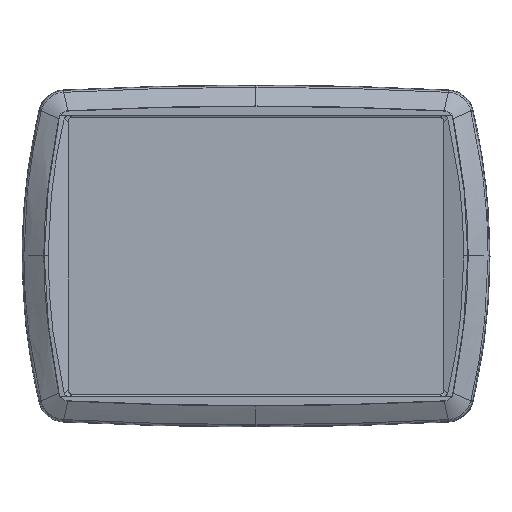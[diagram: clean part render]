
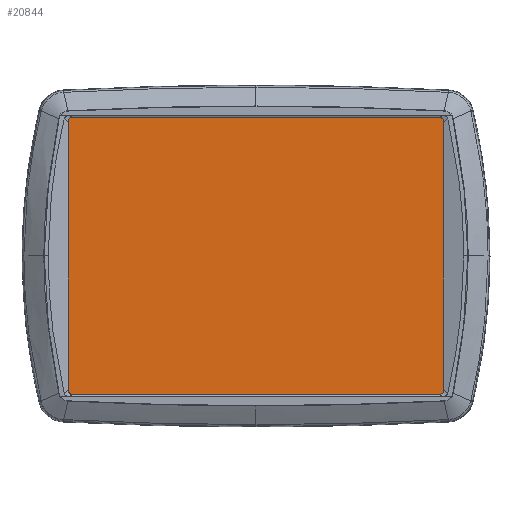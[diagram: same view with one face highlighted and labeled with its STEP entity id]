
A CAD part, top view. The second image highlights one B-rep face of the part: STEP entity #20844.
In plain terms, the highlighted planar face has unit normal (0, 0, 1).
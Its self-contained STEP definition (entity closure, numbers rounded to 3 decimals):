
#4012 = DIRECTION ( 'NONE',  ( 0., 1., 0. ) ) ;
#4053 = LINE ( 'NONE', #4068, #4069 ) ;
#4068 = CARTESIAN_POINT ( 'NONE',  ( 10273.786, -3142.071, 5. ) ) ;
#4069 = VECTOR ( 'NONE', #4012, 1000. ) ;
#4846 = CARTESIAN_POINT ( 'NONE',  ( 10273.786, -3078.658, 5. ) ) ;
#4896 = CARTESIAN_POINT ( 'NONE',  ( 10096.44, -3205.483, 5. ) ) ;
#4899 = CARTESIAN_POINT ( 'NONE',  ( 10273.786, -3205.483, 5. ) ) ;
#4925 = LINE ( 'NONE', #4970, #4928 ) ;
#4928 = VECTOR ( 'NONE', #5010, 1000. ) ;
#4939 = CARTESIAN_POINT ( 'NONE',  ( 10271.786, -3207.483, 5. ) ) ;
#4961 = B_SPLINE_CURVE_WITH_KNOTS ( 'NONE', 3,
 ( #4985, #4984, #4983, #4982, #4981, #4980, #4979, #4978, #4977, #4976, #4975, #4974, #4973, #4972 ),
 .UNSPECIFIED., .F., .F.,
 ( 4, 2, 2, 2, 2, 2, 4 ),
 ( 0., 0., 0.001, 0.001, 0.002, 0.002, 0.003 ),
 .UNSPECIFIED. ) ;
#4969 = CARTESIAN_POINT ( 'NONE',  ( 10098.44, -3076.658, 5. ) ) ;
#4970 = CARTESIAN_POINT ( 'NONE',  ( 10185.113, -3076.658, 5. ) ) ;
#4972 = CARTESIAN_POINT ( 'NONE',  ( 10271.786, -3076.658, 5. ) ) ;
#4973 = CARTESIAN_POINT ( 'NONE',  ( 10272.05, -3076.658, 5. ) ) ;
#4974 = CARTESIAN_POINT ( 'NONE',  ( 10272.312, -3076.711, 5. ) ) ;
#4975 = CARTESIAN_POINT ( 'NONE',  ( 10272.793, -3076.911, 5. ) ) ;
#4976 = CARTESIAN_POINT ( 'NONE',  ( 10273.016, -3077.06, 5. ) ) ;
#4977 = CARTESIAN_POINT ( 'NONE',  ( 10273.293, -3077.337, 5. ) ) ;
#4978 = CARTESIAN_POINT ( 'NONE',  ( 10273.377, -3077.44, 5. ) ) ;
#4979 = CARTESIAN_POINT ( 'NONE',  ( 10273.522, -3077.657, 5. ) ) ;
#4980 = CARTESIAN_POINT ( 'NONE',  ( 10273.583, -3077.772, 5. ) ) ;
#4981 = CARTESIAN_POINT ( 'NONE',  ( 10273.684, -3078.014, 5. ) ) ;
#4982 = CARTESIAN_POINT ( 'NONE',  ( 10273.722, -3078.141, 5. ) ) ;
#4983 = CARTESIAN_POINT ( 'NONE',  ( 10273.773, -3078.396, 5. ) ) ;
#4984 = CARTESIAN_POINT ( 'NONE',  ( 10273.786, -3078.526, 5. ) ) ;
#4985 = CARTESIAN_POINT ( 'NONE',  ( 10273.786, -3078.658, 5. ) ) ;
#4987 = CARTESIAN_POINT ( 'NONE',  ( 10096.44, -3078.658, 5. ) ) ;
#4991 = CARTESIAN_POINT ( 'NONE',  ( 10096.44, -3078.658, 5. ) ) ;
#4992 = CARTESIAN_POINT ( 'NONE',  ( 10096.44, -3078.394, 5. ) ) ;
#4993 = CARTESIAN_POINT ( 'NONE',  ( 10096.493, -3078.132, 5. ) ) ;
#4994 = CARTESIAN_POINT ( 'NONE',  ( 10096.693, -3077.651, 5. ) ) ;
#4995 = CARTESIAN_POINT ( 'NONE',  ( 10096.842, -3077.428, 5. ) ) ;
#4996 = CARTESIAN_POINT ( 'NONE',  ( 10097.118, -3077.151, 5. ) ) ;
#4998 = CARTESIAN_POINT ( 'NONE',  ( 10097.221, -3077.067, 5. ) ) ;
#4999 = CARTESIAN_POINT ( 'NONE',  ( 10097.439, -3076.922, 5. ) ) ;
#5000 = CARTESIAN_POINT ( 'NONE',  ( 10097.554, -3076.86, 5. ) ) ;
#5001 = CARTESIAN_POINT ( 'NONE',  ( 10097.796, -3076.76, 5. ) ) ;
#5002 = CARTESIAN_POINT ( 'NONE',  ( 10097.923, -3076.722, 5. ) ) ;
#5003 = CARTESIAN_POINT ( 'NONE',  ( 10098.178, -3076.671, 5. ) ) ;
#5004 = CARTESIAN_POINT ( 'NONE',  ( 10098.308, -3076.658, 5. ) ) ;
#5008 = CARTESIAN_POINT ( 'NONE',  ( 10098.44, -3076.658, 5. ) ) ;
#5009 = B_SPLINE_CURVE_WITH_KNOTS ( 'NONE', 3,
 ( #5008, #5004, #5003, #5002, #5001, #5000, #4999, #4998, #4996, #4995, #4994, #4993, #4992, #4991 ),
 .UNSPECIFIED., .F., .F.,
 ( 4, 2, 2, 2, 2, 2, 4 ),
 ( 0., 0., 0.001, 0.001, 0.002, 0.002, 0.003 ),
 .UNSPECIFIED. ) ;
#5010 = DIRECTION ( 'NONE',  ( -1., 0., 0. ) ) ;
#5037 = CARTESIAN_POINT ( 'NONE',  ( 10271.786, -3076.658, 5. ) ) ;
#5058 = LINE ( 'NONE', #5100, #5099 ) ;
#5061 = CARTESIAN_POINT ( 'NONE',  ( 10098.44, -3207.483, 5. ) ) ;
#5062 = CARTESIAN_POINT ( 'NONE',  ( 10098.44, -3207.483, 5. ) ) ;
#5063 = CARTESIAN_POINT ( 'NONE',  ( 10098.176, -3207.483, 5. ) ) ;
#5064 = CARTESIAN_POINT ( 'NONE',  ( 10097.913, -3207.43, 5. ) ) ;
#5065 = CARTESIAN_POINT ( 'NONE',  ( 10097.433, -3207.23, 5. ) ) ;
#5066 = CARTESIAN_POINT ( 'NONE',  ( 10097.21, -3207.081, 5. ) ) ;
#5067 = CARTESIAN_POINT ( 'NONE',  ( 10096.933, -3206.805, 5. ) ) ;
#5068 = CARTESIAN_POINT ( 'NONE',  ( 10096.849, -3206.702, 5. ) ) ;
#5069 = CARTESIAN_POINT ( 'NONE',  ( 10096.704, -3206.484, 5. ) ) ;
#5070 = CARTESIAN_POINT ( 'NONE',  ( 10096.642, -3206.37, 5. ) ) ;
#5071 = CARTESIAN_POINT ( 'NONE',  ( 10096.542, -3206.127, 5. ) ) ;
#5072 = CARTESIAN_POINT ( 'NONE',  ( 10096.504, -3206., 5. ) ) ;
#5073 = CARTESIAN_POINT ( 'NONE',  ( 10096.453, -3205.745, 5. ) ) ;
#5074 = CARTESIAN_POINT ( 'NONE',  ( 10096.44, -3205.615, 5. ) ) ;
#5075 = B_SPLINE_CURVE_WITH_KNOTS ( 'NONE', 3,
 ( #5118, #5117, #5116, #5115, #5114, #5113, #5112, #5111, #5110, #5109, #5108, #5107, #5106, #5105 ),
 .UNSPECIFIED., .F., .F.,
 ( 4, 2, 2, 2, 2, 2, 4 ),
 ( 0., 0., 0.001, 0.001, 0.002, 0.002, 0.003 ),
 .UNSPECIFIED. ) ;
#5077 = CARTESIAN_POINT ( 'NONE',  ( 10096.44, -3205.483, 5. ) ) ;
#5078 = B_SPLINE_CURVE_WITH_KNOTS ( 'NONE', 3,
 ( #5077, #5074, #5073, #5072, #5071, #5070, #5069, #5068, #5067, #5066, #5065, #5064, #5063, #5062 ),
 .UNSPECIFIED., .F., .F.,
 ( 4, 2, 2, 2, 2, 2, 4 ),
 ( 0., 0., 0.001, 0.001, 0.002, 0.002, 0.003 ),
 .UNSPECIFIED. ) ;
#5082 = DIRECTION ( 'NONE',  ( 0., -1., 0. ) ) ;
#5083 = VECTOR ( 'NONE', #5082, 1000. ) ;
#5084 = CARTESIAN_POINT ( 'NONE',  ( 10096.44, -3142.071, 5. ) ) ;
#5085 = LINE ( 'NONE', #5084, #5083 ) ;
#5098 = DIRECTION ( 'NONE',  ( 1., 0., 0. ) ) ;
#5099 = VECTOR ( 'NONE', #5098, 1000. ) ;
#5100 = CARTESIAN_POINT ( 'NONE',  ( 10185.113, -3207.483, 5. ) ) ;
#5105 = CARTESIAN_POINT ( 'NONE',  ( 10273.786, -3205.483, 5. ) ) ;
#5106 = CARTESIAN_POINT ( 'NONE',  ( 10273.786, -3205.747, 5. ) ) ;
#5107 = CARTESIAN_POINT ( 'NONE',  ( 10273.733, -3206.01, 5. ) ) ;
#5108 = CARTESIAN_POINT ( 'NONE',  ( 10273.533, -3206.491, 5. ) ) ;
#5109 = CARTESIAN_POINT ( 'NONE',  ( 10273.384, -3206.713, 5. ) ) ;
#5110 = CARTESIAN_POINT ( 'NONE',  ( 10273.107, -3206.99, 5. ) ) ;
#5111 = CARTESIAN_POINT ( 'NONE',  ( 10273.004, -3207.074, 5. ) ) ;
#5112 = CARTESIAN_POINT ( 'NONE',  ( 10272.787, -3207.219, 5. ) ) ;
#5113 = CARTESIAN_POINT ( 'NONE',  ( 10272.672, -3207.281, 5. ) ) ;
#5114 = CARTESIAN_POINT ( 'NONE',  ( 10272.43, -3207.381, 5. ) ) ;
#5115 = CARTESIAN_POINT ( 'NONE',  ( 10272.303, -3207.419, 5. ) ) ;
#5116 = CARTESIAN_POINT ( 'NONE',  ( 10272.048, -3207.47, 5. ) ) ;
#5117 = CARTESIAN_POINT ( 'NONE',  ( 10271.918, -3207.483, 5. ) ) ;
#5118 = CARTESIAN_POINT ( 'NONE',  ( 10271.786, -3207.483, 5. ) ) ;
#5163 = DIRECTION ( 'NONE',  ( 1., 0., 0. ) ) ;
#5164 = DIRECTION ( 'NONE',  ( 0., 0., 1. ) ) ;
#5168 = AXIS2_PLACEMENT_3D ( 'NONE', #5182, #5164, #5163 ) ;
#5171 = PLANE ( 'NONE',  #5168 ) ;
#5173 = FACE_OUTER_BOUND ( 'NONE', #20794, .T. ) ;
#5182 = CARTESIAN_POINT ( 'NONE',  ( 10185.113, -3142.071, 5. ) ) ;
#20691 = EDGE_CURVE ( 'NONE', #20725, #20723, #4053, .T. ) ;
#20723 = VERTEX_POINT ( 'NONE', #4846 ) ;
#20725 = VERTEX_POINT ( 'NONE', #4899 ) ;
#20751 = VERTEX_POINT ( 'NONE', #4939 ) ;
#20757 = VERTEX_POINT ( 'NONE', #4896 ) ;
#20762 = EDGE_CURVE ( 'NONE', #20723, #20781, #4961, .T. ) ;
#20763 = VERTEX_POINT ( 'NONE', #4987 ) ;
#20768 = EDGE_CURVE ( 'NONE', #20781, #20769, #4925, .T. ) ;
#20769 = VERTEX_POINT ( 'NONE', #4969 ) ;
#20773 = EDGE_CURVE ( 'NONE', #20769, #20763, #5009, .T. ) ;
#20781 = VERTEX_POINT ( 'NONE', #5037 ) ;
#20793 = ORIENTED_EDGE ( 'NONE', *, *, #20803, .T. ) ;
#20794 = EDGE_LOOP ( 'NONE', ( #20808, #20793, #20845, #20795, #20849, #20846, #20852, #20847 ) ) ;
#20795 = ORIENTED_EDGE ( 'NONE', *, *, #20762, .T. ) ;
#20799 = EDGE_CURVE ( 'NONE', #20757, #20814, #5078, .T. ) ;
#20803 = EDGE_CURVE ( 'NONE', #20751, #20725, #5075, .T. ) ;
#20806 = EDGE_CURVE ( 'NONE', #20814, #20751, #5058, .T. ) ;
#20808 = ORIENTED_EDGE ( 'NONE', *, *, #20806, .T. ) ;
#20812 = EDGE_CURVE ( 'NONE', #20763, #20757, #5085, .T. ) ;
#20814 = VERTEX_POINT ( 'NONE', #5061 ) ;
#20844 = ADVANCED_FACE ( 'NONE', ( #5173 ), #5171, .T. ) ;
#20845 = ORIENTED_EDGE ( 'NONE', *, *, #20691, .T. ) ;
#20846 = ORIENTED_EDGE ( 'NONE', *, *, #20773, .T. ) ;
#20847 = ORIENTED_EDGE ( 'NONE', *, *, #20799, .T. ) ;
#20849 = ORIENTED_EDGE ( 'NONE', *, *, #20768, .T. ) ;
#20852 = ORIENTED_EDGE ( 'NONE', *, *, #20812, .T. ) ;
